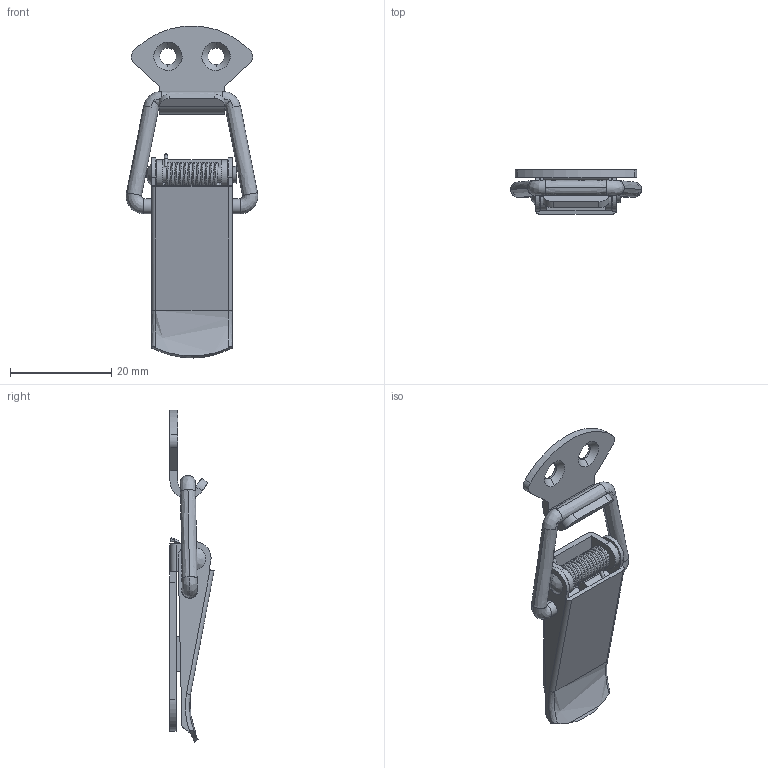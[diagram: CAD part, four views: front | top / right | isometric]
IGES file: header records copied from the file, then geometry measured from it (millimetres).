
Start section: ------------------------------------------------------------------------
Global section: file name: PC50.7252.TL_3_3_1179.igs; native system: spGate; preprocessor: ver17.5.2; author: Unknown; organization: Unknown; date: 211021.125253; units: millimetre
Bounding box: 25.99 x 8.72 x 65.65 mm (x, y, z)
Volume: 2333.6 mm3; surface area: 4848 mm2
Topology: 6 solids, 6 shells, 148 faces, 419 edges, 282 vertices
Faces by surface type: bspline 148
